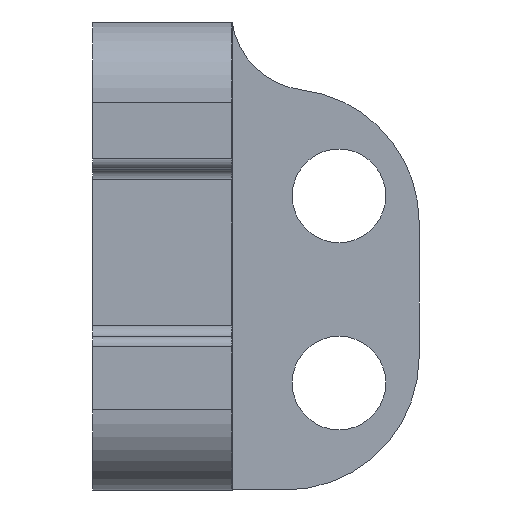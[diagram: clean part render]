
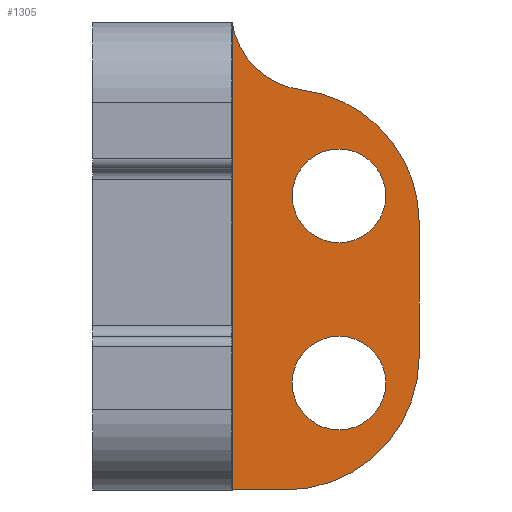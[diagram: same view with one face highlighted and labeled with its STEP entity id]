
A CAD part, left-side view. The second image highlights one B-rep face of the part: STEP entity #1305.
In plain terms, the highlighted planar face has unit normal (-1, 0, 0).
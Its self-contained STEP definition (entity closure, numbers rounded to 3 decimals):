
#13 = FACE_BOUND ( 'NONE', #56, .T. ) ;
#25 = PLANE ( 'NONE',  #1846 ) ;
#36 = FACE_OUTER_BOUND ( 'NONE', #139, .T. ) ;
#46 = LINE ( 'NONE', #200, #405 ) ;
#56 = EDGE_LOOP ( 'NONE', ( #1048, #1364 ) ) ;
#59 = VERTEX_POINT ( 'NONE', #1425 ) ;
#64 = AXIS2_PLACEMENT_3D ( 'NONE', #1140, #1883, #1289 ) ;
#77 = LINE ( 'NONE', #1675, #1044 ) ;
#85 = ORIENTED_EDGE ( 'NONE', *, *, #685, .F. ) ;
#101 = EDGE_CURVE ( 'NONE', #1732, #592, #672, .T. ) ;
#130 = VERTEX_POINT ( 'NONE', #326 ) ;
#134 = AXIS2_PLACEMENT_3D ( 'NONE', #617, #1368, #1772 ) ;
#139 = EDGE_LOOP ( 'NONE', ( #634, #1801, #707, #344, #632, #1518 ) ) ;
#181 = CARTESIAN_POINT ( 'NONE',  ( 5., 0., 0. ) ) ;
#191 = DIRECTION ( 'NONE',  ( 0., 0., 1. ) ) ;
#200 = CARTESIAN_POINT ( 'NONE',  ( 5., 0., -17.5 ) ) ;
#225 = CIRCLE ( 'NONE', #1287, 1.75 ) ;
#232 = CIRCLE ( 'NONE', #1296, 5. ) ;
#289 = DIRECTION ( 'NONE',  ( 0., 0., 1. ) ) ;
#326 = CARTESIAN_POINT ( 'NONE',  ( 5., -2.605, -2.537 ) ) ;
#344 = ORIENTED_EDGE ( 'NONE', *, *, #1365, .F. ) ;
#364 = VERTEX_POINT ( 'NONE', #181 ) ;
#369 = DIRECTION ( 'NONE',  ( 0., 1., 0. ) ) ;
#405 = VECTOR ( 'NONE', #1064, 1000. ) ;
#476 = DIRECTION ( 'NONE',  ( -1., 0., 0. ) ) ;
#506 = VERTEX_POINT ( 'NONE', #1844 ) ;
#567 = CARTESIAN_POINT ( 'NONE',  ( 5., -4., -8.25 ) ) ;
#592 = VERTEX_POINT ( 'NONE', #1806 ) ;
#617 = CARTESIAN_POINT ( 'NONE',  ( 5., -2., -12.5 ) ) ;
#632 = ORIENTED_EDGE ( 'NONE', *, *, #1549, .F. ) ;
#634 = ORIENTED_EDGE ( 'NONE', *, *, #1299, .T. ) ;
#640 = LINE ( 'NONE', #926, #1359 ) ;
#656 = VERTEX_POINT ( 'NONE', #567 ) ;
#672 = CIRCLE ( 'NONE', #1761, 1.75 ) ;
#677 = CARTESIAN_POINT ( 'NONE',  ( 5., -7., -7.5 ) ) ;
#685 = EDGE_CURVE ( 'NONE', #656, #1207, #1235, .T. ) ;
#707 = ORIENTED_EDGE ( 'NONE', *, *, #1838, .T. ) ;
#712 = CIRCLE ( 'NONE', #134, 5. ) ;
#718 = EDGE_CURVE ( 'NONE', #1207, #656, #1612, .T. ) ;
#758 = VERTEX_POINT ( 'NONE', #1005 ) ;
#764 = CARTESIAN_POINT ( 'NONE',  ( 5., -7., -17.5 ) ) ;
#890 = DIRECTION ( 'NONE',  ( 0., 0., 1. ) ) ;
#926 = CARTESIAN_POINT ( 'NONE',  ( 5., -7., -17.5 ) ) ;
#939 = VERTEX_POINT ( 'NONE', #677 ) ;
#995 = AXIS2_PLACEMENT_3D ( 'NONE', #1308, #1269, #289 ) ;
#1005 = CARTESIAN_POINT ( 'NONE',  ( 5., -2., -17.5 ) ) ;
#1007 = CARTESIAN_POINT ( 'NONE',  ( 5., -4., -13.5 ) ) ;
#1027 = CARTESIAN_POINT ( 'NONE',  ( 5., -4., -4.75 ) ) ;
#1044 = VECTOR ( 'NONE', #369, 1000. ) ;
#1048 = ORIENTED_EDGE ( 'NONE', *, *, #1570, .F. ) ;
#1064 = DIRECTION ( 'NONE',  ( 0., 0., 1. ) ) ;
#1140 = CARTESIAN_POINT ( 'NONE',  ( 5., -4., -6.5 ) ) ;
#1142 = DIRECTION ( 'NONE',  ( 0., 0., 1. ) ) ;
#1148 = ORIENTED_EDGE ( 'NONE', *, *, #718, .F. ) ;
#1174 = CARTESIAN_POINT ( 'NONE',  ( 5., -4., -13.5 ) ) ;
#1186 = DIRECTION ( 'NONE',  ( 0., 0., 1. ) ) ;
#1207 = VERTEX_POINT ( 'NONE', #1027 ) ;
#1222 = EDGE_CURVE ( 'NONE', #939, #130, #232, .T. ) ;
#1225 = CIRCLE ( 'NONE', #1733, 3. ) ;
#1235 = CIRCLE ( 'NONE', #995, 1.75 ) ;
#1269 = DIRECTION ( 'NONE',  ( -1., 0., 0. ) ) ;
#1287 = AXIS2_PLACEMENT_3D ( 'NONE', #1007, #1422, #1142 ) ;
#1289 = DIRECTION ( 'NONE',  ( 0., 0., 1. ) ) ;
#1296 = AXIS2_PLACEMENT_3D ( 'NONE', #1611, #476, #890 ) ;
#1299 = EDGE_CURVE ( 'NONE', #59, #939, #640, .T. ) ;
#1305 = ADVANCED_FACE ( 'NONE', ( #1505, #13, #36 ), #25, .T. ) ;
#1308 = CARTESIAN_POINT ( 'NONE',  ( 5., -4., -6.5 ) ) ;
#1359 = VECTOR ( 'NONE', #191, 1000. ) ;
#1364 = ORIENTED_EDGE ( 'NONE', *, *, #101, .F. ) ;
#1365 = EDGE_CURVE ( 'NONE', #506, #364, #46, .T. ) ;
#1368 = DIRECTION ( 'NONE',  ( -1., 0., 0. ) ) ;
#1376 = DIRECTION ( 'NONE',  ( 1., 0., 0. ) ) ;
#1403 = DIRECTION ( 'NONE',  ( 0., 0., 1. ) ) ;
#1422 = DIRECTION ( 'NONE',  ( -1., 0., 0. ) ) ;
#1425 = CARTESIAN_POINT ( 'NONE',  ( 5., -7., -12.5 ) ) ;
#1472 = DIRECTION ( 'NONE',  ( -1., 0., 0. ) ) ;
#1505 = FACE_BOUND ( 'NONE', #1707, .T. ) ;
#1518 = ORIENTED_EDGE ( 'NONE', *, *, #1740, .T. ) ;
#1549 = EDGE_CURVE ( 'NONE', #758, #506, #77, .T. ) ;
#1570 = EDGE_CURVE ( 'NONE', #592, #1732, #225, .T. ) ;
#1611 = CARTESIAN_POINT ( 'NONE',  ( 5., -2., -7.5 ) ) ;
#1612 = CIRCLE ( 'NONE', #64, 1.75 ) ;
#1618 = DIRECTION ( 'NONE',  ( 0., 0., 1. ) ) ;
#1675 = CARTESIAN_POINT ( 'NONE',  ( 5., -7., -17.5 ) ) ;
#1707 = EDGE_LOOP ( 'NONE', ( #85, #1148 ) ) ;
#1732 = VERTEX_POINT ( 'NONE', #1796 ) ;
#1733 = AXIS2_PLACEMENT_3D ( 'NONE', #1812, #1376, #1403 ) ;
#1740 = EDGE_CURVE ( 'NONE', #758, #59, #712, .T. ) ;
#1761 = AXIS2_PLACEMENT_3D ( 'NONE', #1174, #1765, #1186 ) ;
#1765 = DIRECTION ( 'NONE',  ( -1., 0., 0. ) ) ;
#1772 = DIRECTION ( 'NONE',  ( 0., 0., 1. ) ) ;
#1796 = CARTESIAN_POINT ( 'NONE',  ( 5., -4., -11.75 ) ) ;
#1801 = ORIENTED_EDGE ( 'NONE', *, *, #1222, .T. ) ;
#1806 = CARTESIAN_POINT ( 'NONE',  ( 5., -4., -15.25 ) ) ;
#1812 = CARTESIAN_POINT ( 'NONE',  ( 5., -2.967, 0.441 ) ) ;
#1838 = EDGE_CURVE ( 'NONE', #130, #364, #1225, .T. ) ;
#1844 = CARTESIAN_POINT ( 'NONE',  ( 5., 0., -17.5 ) ) ;
#1846 = AXIS2_PLACEMENT_3D ( 'NONE', #764, #1472, #1618 ) ;
#1883 = DIRECTION ( 'NONE',  ( -1., 0., 0. ) ) ;
